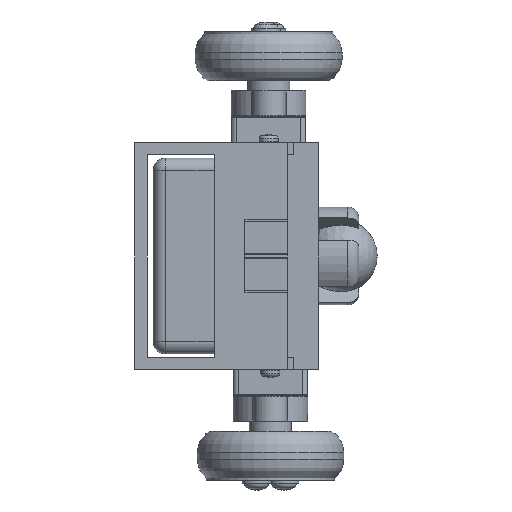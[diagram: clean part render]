
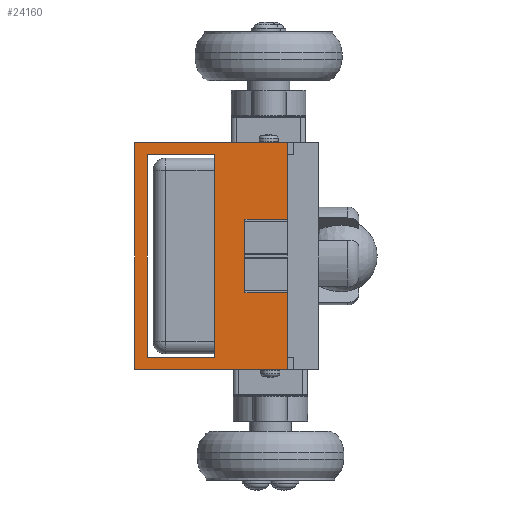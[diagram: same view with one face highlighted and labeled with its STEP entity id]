
A CAD part, left-side view. The second image highlights one B-rep face of the part: STEP entity #24160.
In plain terms, the highlighted planar face has unit normal (-1, 0, 0).
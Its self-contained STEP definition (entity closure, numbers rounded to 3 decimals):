
#1071=FACE_BOUND('',#8866,.T.);
#1807=PLANE('',#26309);
#3921=LINE('',#47187,#6059);
#3947=LINE('',#47244,#6085);
#3959=LINE('',#47267,#6097);
#4042=LINE('',#47468,#6180);
#4045=LINE('',#47474,#6183);
#4049=LINE('',#47483,#6187);
#4050=LINE('',#47488,#6188);
#4051=LINE('',#47490,#6189);
#4052=LINE('',#47491,#6190);
#4053=LINE('',#47492,#6191);
#4054=LINE('',#47494,#6192);
#4055=LINE('',#47496,#6193);
#4056=LINE('',#47497,#6194);
#4057=LINE('',#47499,#6195);
#4058=LINE('',#47501,#6196);
#4059=LINE('',#47502,#6197);
#6059=VECTOR('',#31884,10.);
#6085=VECTOR('',#31928,10.);
#6097=VECTOR('',#31942,10.);
#6180=VECTOR('',#32117,10.);
#6183=VECTOR('',#32122,10.);
#6187=VECTOR('',#32130,10.);
#6188=VECTOR('',#32135,10.);
#6189=VECTOR('',#32136,10.);
#6190=VECTOR('',#32137,10.);
#6191=VECTOR('',#32138,10.);
#6192=VECTOR('',#32139,10.);
#6193=VECTOR('',#32140,10.);
#6194=VECTOR('',#32141,10.);
#6195=VECTOR('',#32142,10.);
#6196=VECTOR('',#32143,10.);
#6197=VECTOR('',#32144,10.);
#7596=FACE_OUTER_BOUND('',#8865,.T.);
#8865=EDGE_LOOP('',(#22687,#22688,#22689,#22690,#22691,#22692,#22693,#22694,
#22695,#22696,#22697,#22698));
#8866=EDGE_LOOP('',(#22699,#22700,#22701,#22702));
#12162=VERTEX_POINT('',#47184);
#12163=VERTEX_POINT('',#47186);
#12184=VERTEX_POINT('',#47241);
#12185=VERTEX_POINT('',#47243);
#12194=VERTEX_POINT('',#47264);
#12195=VERTEX_POINT('',#47266);
#12266=VERTEX_POINT('',#47465);
#12267=VERTEX_POINT('',#47467);
#12269=VERTEX_POINT('',#47473);
#12272=VERTEX_POINT('',#47481);
#12274=VERTEX_POINT('',#47487);
#12275=VERTEX_POINT('',#47489);
#12276=VERTEX_POINT('',#47493);
#12277=VERTEX_POINT('',#47495);
#12278=VERTEX_POINT('',#47498);
#12279=VERTEX_POINT('',#47500);
#15632=EDGE_CURVE('',#12162,#12163,#3921,.T.);
#15660=EDGE_CURVE('',#12185,#12184,#3947,.T.);
#15672=EDGE_CURVE('',#12194,#12195,#3959,.T.);
#15771=EDGE_CURVE('',#12267,#12266,#4042,.T.);
#15774=EDGE_CURVE('',#12269,#12267,#4045,.T.);
#15779=EDGE_CURVE('',#12266,#12272,#4049,.T.);
#15781=EDGE_CURVE('',#12272,#12274,#4050,.T.);
#15782=EDGE_CURVE('',#12274,#12275,#4051,.T.);
#15783=EDGE_CURVE('',#12275,#12195,#4052,.T.);
#15784=EDGE_CURVE('',#12194,#12163,#4053,.T.);
#15785=EDGE_CURVE('',#12162,#12276,#4054,.T.);
#15786=EDGE_CURVE('',#12276,#12277,#4055,.T.);
#15787=EDGE_CURVE('',#12277,#12269,#4056,.T.);
#15788=EDGE_CURVE('',#12184,#12278,#4057,.T.);
#15789=EDGE_CURVE('',#12278,#12279,#4058,.T.);
#15790=EDGE_CURVE('',#12279,#12185,#4059,.T.);
#22687=ORIENTED_EDGE('',*,*,#15774,.T.);
#22688=ORIENTED_EDGE('',*,*,#15771,.T.);
#22689=ORIENTED_EDGE('',*,*,#15779,.T.);
#22690=ORIENTED_EDGE('',*,*,#15781,.T.);
#22691=ORIENTED_EDGE('',*,*,#15782,.T.);
#22692=ORIENTED_EDGE('',*,*,#15783,.T.);
#22693=ORIENTED_EDGE('',*,*,#15672,.F.);
#22694=ORIENTED_EDGE('',*,*,#15784,.T.);
#22695=ORIENTED_EDGE('',*,*,#15632,.F.);
#22696=ORIENTED_EDGE('',*,*,#15785,.T.);
#22697=ORIENTED_EDGE('',*,*,#15786,.T.);
#22698=ORIENTED_EDGE('',*,*,#15787,.T.);
#22699=ORIENTED_EDGE('',*,*,#15788,.T.);
#22700=ORIENTED_EDGE('',*,*,#15789,.T.);
#22701=ORIENTED_EDGE('',*,*,#15790,.T.);
#22702=ORIENTED_EDGE('',*,*,#15660,.T.);
#24160=ADVANCED_FACE('',(#7596,#1071),#1807,.T.);
#26309=AXIS2_PLACEMENT_3D('',#47486,#32133,#32134);
#31884=DIRECTION('',(0.,1.,0.));
#31928=DIRECTION('',(0.,0.,-1.));
#31942=DIRECTION('',(0.,-1.,0.));
#32117=DIRECTION('',(0.,0.,1.));
#32122=DIRECTION('',(0.,1.,0.));
#32130=DIRECTION('',(0.,-1.,0.));
#32133=DIRECTION('center_axis',(-1.,0.,0.));
#32134=DIRECTION('ref_axis',(0.,1.,0.));
#32135=DIRECTION('',(0.,0.,1.));
#32136=DIRECTION('',(0.,1.,0.));
#32137=DIRECTION('',(0.,0.,1.));
#32138=DIRECTION('',(0.,0.,-1.));
#32139=DIRECTION('',(0.,0.,1.));
#32140=DIRECTION('',(0.,-1.,0.));
#32141=DIRECTION('',(0.,0.,1.));
#32142=DIRECTION('',(0.,1.,0.));
#32143=DIRECTION('',(0.,0.,1.));
#32144=DIRECTION('',(0.,-1.,0.));
#47184=CARTESIAN_POINT('',(-39.,5.,-37.));
#47186=CARTESIAN_POINT('',(-39.,30.,-37.));
#47187=CARTESIAN_POINT('',(-39.,17.,-37.));
#47241=CARTESIAN_POINT('',(-39.,17.,-35.));
#47243=CARTESIAN_POINT('',(-39.,17.,-2.));
#47244=CARTESIAN_POINT('',(-39.,17.,0.));
#47264=CARTESIAN_POINT('',(-39.,30.,0.));
#47266=CARTESIAN_POINT('',(-39.,5.,0.));
#47267=CARTESIAN_POINT('',(-39.,17.,0.));
#47465=CARTESIAN_POINT('',(-39.,12.,-12.5));
#47467=CARTESIAN_POINT('',(-39.,12.,-24.5));
#47468=CARTESIAN_POINT('',(-39.,12.,-12.25));
#47473=CARTESIAN_POINT('',(-39.,4.,-24.5));
#47474=CARTESIAN_POINT('',(-39.,2.5,-24.5));
#47481=CARTESIAN_POINT('',(-39.,4.,-12.5));
#47483=CARTESIAN_POINT('',(-39.,6.5,-12.5));
#47486=CARTESIAN_POINT('Origin',(-39.,1.,0.));
#47487=CARTESIAN_POINT('',(-39.,4.,-9.));
#47488=CARTESIAN_POINT('',(-39.,4.,-9.25));
#47489=CARTESIAN_POINT('',(-39.,5.,-9.));
#47490=CARTESIAN_POINT('',(-39.,1.,-9.));
#47491=CARTESIAN_POINT('',(-39.,5.,-2.25));
#47492=CARTESIAN_POINT('',(-39.,30.,0.));
#47493=CARTESIAN_POINT('',(-39.,5.,-28.));
#47494=CARTESIAN_POINT('',(-39.,5.,-16.25));
#47495=CARTESIAN_POINT('',(-39.,4.,-28.));
#47496=CARTESIAN_POINT('',(-39.,1.,-28.));
#47497=CARTESIAN_POINT('',(-39.,4.,-9.25));
#47498=CARTESIAN_POINT('',(-39.,28.,-35.));
#47499=CARTESIAN_POINT('',(-39.,17.,-35.));
#47500=CARTESIAN_POINT('',(-39.,28.,-2.));
#47501=CARTESIAN_POINT('',(-39.,28.,-35.));
#47502=CARTESIAN_POINT('',(-39.,28.,-2.));
